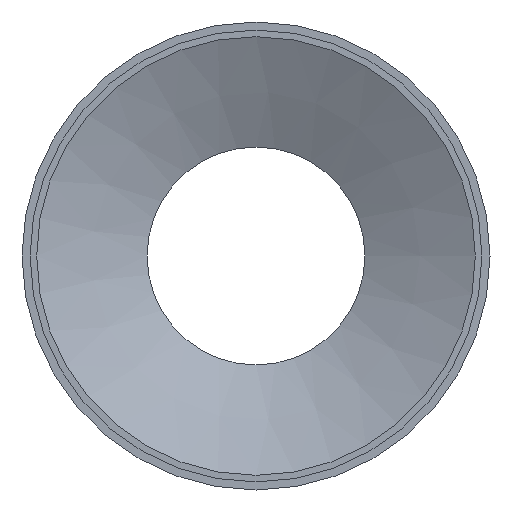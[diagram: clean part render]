
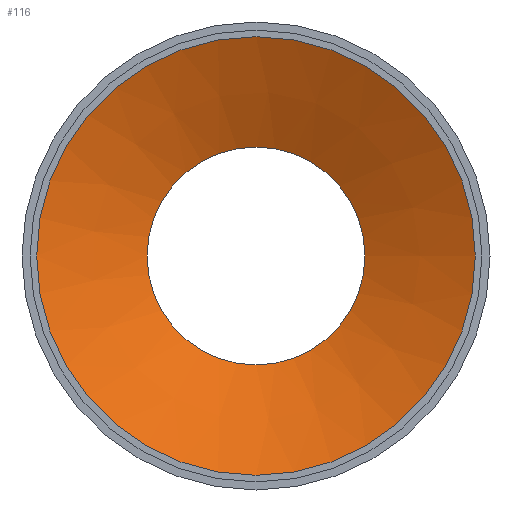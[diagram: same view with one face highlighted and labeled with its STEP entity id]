
A CAD part, front view. The second image highlights one B-rep face of the part: STEP entity #116.
In plain terms, the highlighted conical face has half-angle 64.983 degrees and reference radius 40.677 mm.
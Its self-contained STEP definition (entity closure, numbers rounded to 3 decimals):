
#20=CONICAL_SURFACE('',#142,40.677,1.134);
#24=FACE_OUTER_BOUND('',#32,.T.);
#32=EDGE_LOOP('',(#93,#94,#95,#96));
#42=LINE('',#208,#48);
#48=VECTOR('',#172,40.677);
#54=CIRCLE('',#141,27.);
#55=CIRCLE('',#143,54.353);
#62=VERTEX_POINT('',#203);
#63=VERTEX_POINT('',#207);
#73=EDGE_CURVE('',#62,#62,#54,.T.);
#74=EDGE_CURVE('',#62,#63,#42,.T.);
#75=EDGE_CURVE('',#63,#63,#55,.T.);
#93=ORIENTED_EDGE('',*,*,#73,.T.);
#94=ORIENTED_EDGE('',*,*,#74,.T.);
#95=ORIENTED_EDGE('',*,*,#75,.F.);
#96=ORIENTED_EDGE('',*,*,#74,.F.);
#116=ADVANCED_FACE('',(#24),#20,.F.);
#141=AXIS2_PLACEMENT_3D('',#205,#168,#169);
#142=AXIS2_PLACEMENT_3D('',#206,#170,#171);
#143=AXIS2_PLACEMENT_3D('',#209,#173,#174);
#168=DIRECTION('center_axis',(0.,1.,0.));
#169=DIRECTION('ref_axis',(1.,0.,0.));
#170=DIRECTION('center_axis',(0.,-1.,0.));
#171=DIRECTION('ref_axis',(-1.,0.,0.));
#172=DIRECTION('',(0.906,-0.423,0.));
#173=DIRECTION('center_axis',(0.,1.,0.));
#174=DIRECTION('ref_axis',(1.,0.,0.));
#203=CARTESIAN_POINT('',(27.,10.77,0.));
#205=CARTESIAN_POINT('Origin',(0.,10.77,0.));
#206=CARTESIAN_POINT('Origin',(0.,4.387,0.));
#207=CARTESIAN_POINT('',(54.353,-1.995,0.));
#208=CARTESIAN_POINT('',(40.677,4.387,0.));
#209=CARTESIAN_POINT('Origin',(0.,-1.995,0.));
